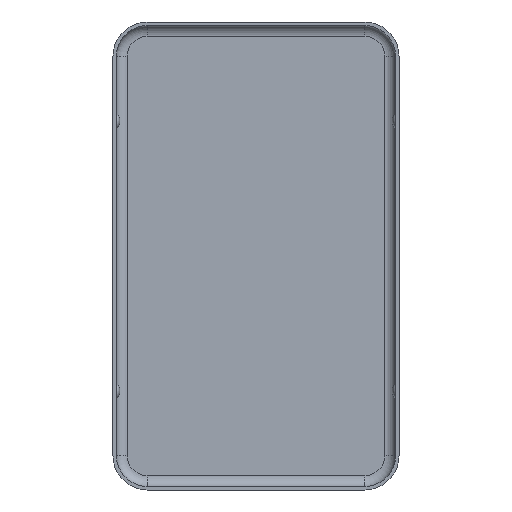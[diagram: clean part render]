
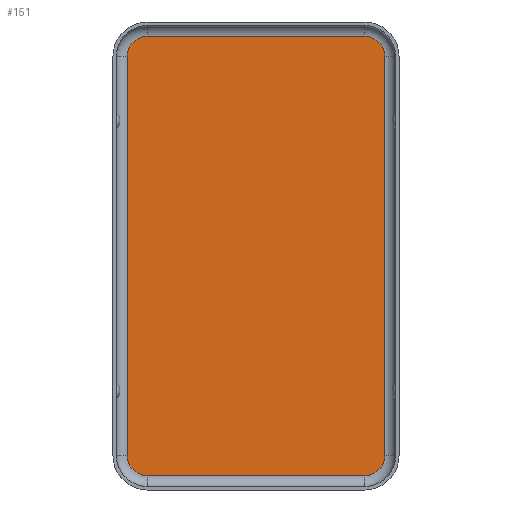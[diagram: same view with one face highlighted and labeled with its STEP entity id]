
A CAD part, front view. The second image highlights one B-rep face of the part: STEP entity #151.
In plain terms, the highlighted planar face has unit normal (0, -1, 0).
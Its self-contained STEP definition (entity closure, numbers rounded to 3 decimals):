
#151 = ADVANCED_FACE( 'NONE', ( #326 ), #327, .T. );
#326 = FACE_OUTER_BOUND( '', #667, .T. );
#327 = PLANE( '', #668 );
#667 = EDGE_LOOP( '', ( #1073, #1074, #1075, #1076, #1077, #1078, #1079, #1080 ) );
#668 = AXIS2_PLACEMENT_3D( '', #1081, #1082, #1083 );
#1073 = ORIENTED_EDGE( '', *, *, #1377, .T. );
#1074 = ORIENTED_EDGE( '', *, *, #1360, .T. );
#1075 = ORIENTED_EDGE( '', *, *, #1378, .T. );
#1076 = ORIENTED_EDGE( '', *, *, #1287, .T. );
#1077 = ORIENTED_EDGE( '', *, *, #1367, .T. );
#1078 = ORIENTED_EDGE( '', *, *, #1364, .T. );
#1079 = ORIENTED_EDGE( '', *, *, #1325, .T. );
#1080 = ORIENTED_EDGE( '', *, *, #1311, .T. );
#1081 = CARTESIAN_POINT( '', ( 6.24, 0., -11.32 ) );
#1082 = DIRECTION( '', ( 0., -1., 0. ) );
#1083 = DIRECTION( '', ( 0., 0., -1. ) );
#1287 = EDGE_CURVE( '', #1440, #1438, #1441, .F. );
#1311 = EDGE_CURVE( '', #1476, #1481, #1483, .F. );
#1325 = EDGE_CURVE( '', #1501, #1476, #1505, .T. );
#1360 = EDGE_CURVE( '', #1557, #1555, #1558, .F. );
#1364 = EDGE_CURVE( '', #1563, #1501, #1564, .F. );
#1367 = EDGE_CURVE( '', #1438, #1563, #1567, .T. );
#1377 = EDGE_CURVE( '', #1481, #1557, #1580, .T. );
#1378 = EDGE_CURVE( '', #1555, #1440, #1581, .T. );
#1438 = VERTEX_POINT( '', #1653 );
#1440 = VERTEX_POINT( '', #1655 );
#1441 = LINE( '', #1656, #1657 );
#1476 = VERTEX_POINT( '', #1699 );
#1481 = VERTEX_POINT( '', #1705 );
#1483 = LINE( '', #1707, #1708 );
#1501 = VERTEX_POINT( '', #1728 );
#1505 = CIRCLE( '', #1732, 1.1 );
#1555 = VERTEX_POINT( '', #1790 );
#1557 = VERTEX_POINT( '', #1792 );
#1558 = LINE( '', #1793, #1794 );
#1563 = VERTEX_POINT( '', #1800 );
#1564 = LINE( '', #1801, #1802 );
#1567 = CIRCLE( '', #1805, 1.1 );
#1580 = CIRCLE( '', #1821, 1.1 );
#1581 = CIRCLE( '', #1822, 1.1 );
#1653 = CARTESIAN_POINT( '', ( -6.05, 0., 12.2 ) );
#1655 = CARTESIAN_POINT( '', ( 6.05, 0., 12.2 ) );
#1656 = CARTESIAN_POINT( '', ( 6.24, 0., 12.2 ) );
#1657 = VECTOR( '', #1909, 1000. );
#1699 = CARTESIAN_POINT( '', ( -6.05, 0., -12.2 ) );
#1705 = CARTESIAN_POINT( '', ( 6.05, 0., -12.2 ) );
#1707 = CARTESIAN_POINT( '', ( 6.24, 0., -12.2 ) );
#1708 = VECTOR( '', #1948, 1000. );
#1728 = CARTESIAN_POINT( '', ( -7.15, 0., -11.1 ) );
#1732 = AXIS2_PLACEMENT_3D( '', #1972, #1973, #1974 );
#1790 = CARTESIAN_POINT( '', ( 7.15, 0., 11.1 ) );
#1792 = CARTESIAN_POINT( '', ( 7.15, 0., -11.1 ) );
#1793 = CARTESIAN_POINT( '', ( 7.15, 0., -11.32 ) );
#1794 = VECTOR( '', #2028, 1000. );
#1800 = CARTESIAN_POINT( '', ( -7.15, 0., 11.1 ) );
#1801 = CARTESIAN_POINT( '', ( -7.15, 0., -11.32 ) );
#1802 = VECTOR( '', #2033, 1000. );
#1805 = AXIS2_PLACEMENT_3D( '', #2037, #2038, #2039 );
#1821 = AXIS2_PLACEMENT_3D( '', #2049, #2050, #2051 );
#1822 = AXIS2_PLACEMENT_3D( '', #2052, #2053, #2054 );
#1909 = DIRECTION( '', ( 1., 0., 0. ) );
#1948 = DIRECTION( '', ( -1., 0., 0. ) );
#1972 = CARTESIAN_POINT( '', ( -6.05, 0., -11.1 ) );
#1973 = DIRECTION( '', ( 0., -1., 0. ) );
#1974 = DIRECTION( '', ( 0., 0., -1. ) );
#2028 = DIRECTION( '', ( 0., 0., -1. ) );
#2033 = DIRECTION( '', ( 0., 0., 1. ) );
#2037 = CARTESIAN_POINT( '', ( -6.05, 0., 11.1 ) );
#2038 = DIRECTION( '', ( 0., -1., 0. ) );
#2039 = DIRECTION( '', ( 0., 0., -1. ) );
#2049 = CARTESIAN_POINT( '', ( 6.05, 0., -11.1 ) );
#2050 = DIRECTION( '', ( 0., -1., 0. ) );
#2051 = DIRECTION( '', ( 0., 0., -1. ) );
#2052 = CARTESIAN_POINT( '', ( 6.05, 0., 11.1 ) );
#2053 = DIRECTION( '', ( 0., -1., 0. ) );
#2054 = DIRECTION( '', ( 0., 0., -1. ) );
